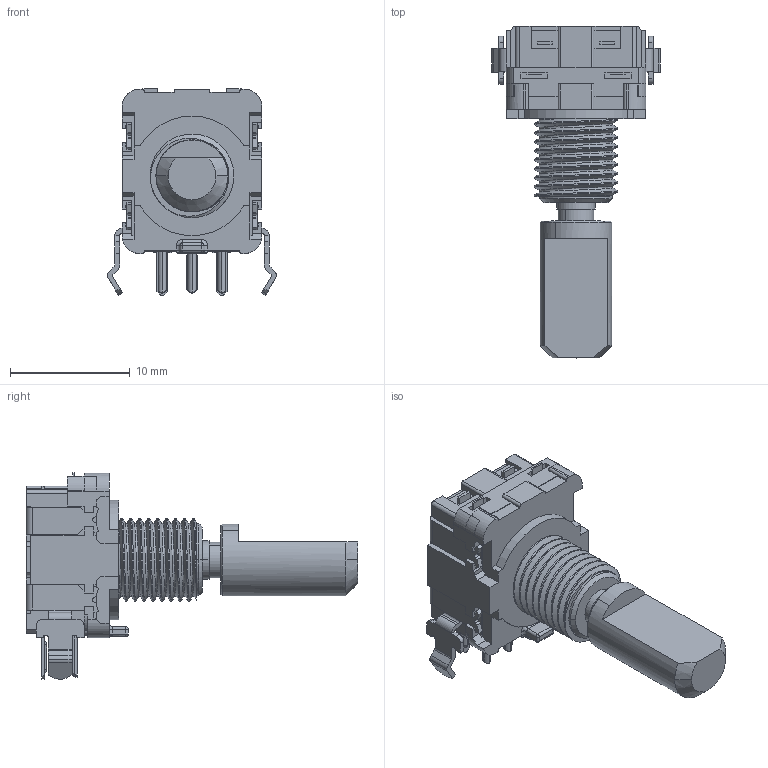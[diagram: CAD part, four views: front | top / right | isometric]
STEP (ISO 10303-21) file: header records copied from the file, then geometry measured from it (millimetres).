
FILE_DESCRIPTION(('STEP AP242'),'1');
FILE_NAME('ec11b15242af.stp','2021-02-18T12:03:59',('TraceParts'),('TraceParts S.A.'),'Spatial InterOp 3D',' ',' ');
FILE_SCHEMA(('AP242_MANAGED_MODEL_BASED_3D_ENGINEERING_MIM_LF {1 0 10303 442 1 1 4}'));
Length unit declared in the file: millimetre
Products named in the file (1): ec11b15242af
Bounding box: 14.1 x 27.75 x 17.3 mm (x, y, z)
Volume: 1540.9 mm3; surface area: 1366.6 mm2
Topology: 1 solids, 1 shells, 618 faces, 1720 edges, 1110 vertices
Faces by surface type: plane 436, cylinder 144, sphere 20, cone 7, bspline 7, torus 4
Entity records: 22823 total; most frequent: CARTESIAN_POINT 5246, ORIENTED_EDGE 3416, DIRECTION 3129, EDGE_CURVE 1708, LINE 1347, VECTOR 1347, VERTEX_POINT 1110, AXIS2_PLACEMENT_3D 891
